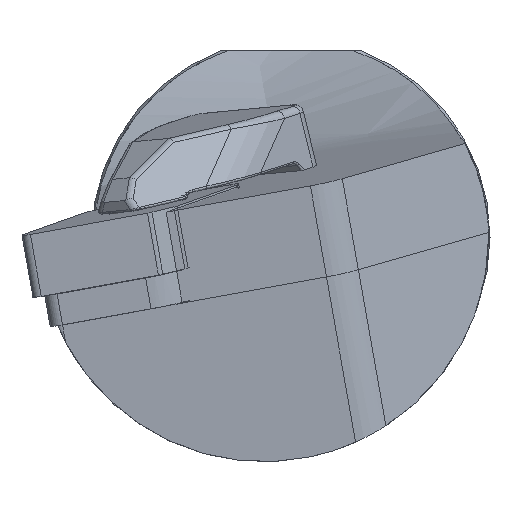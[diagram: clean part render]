
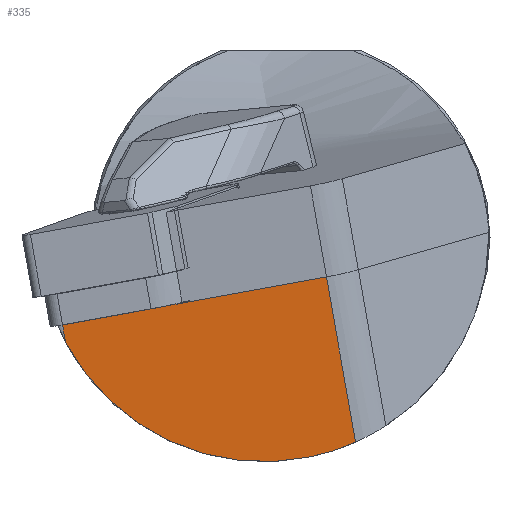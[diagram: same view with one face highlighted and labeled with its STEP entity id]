
A CAD part, left-side view. The second image highlights one B-rep face of the part: STEP entity #335.
In plain terms, the highlighted planar face has unit normal (-0.993, -0.069, -0.094).
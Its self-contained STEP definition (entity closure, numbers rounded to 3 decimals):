
#232=ELLIPSE('',#2108,22.705,22.55);
#335=ADVANCED_FACE('',(#493),#438,.F.);
#438=PLANE('',#2146);
#493=FACE_OUTER_BOUND('',#610,.T.);
#610=EDGE_LOOP('',(#920,#921,#922,#923,#924,#925));
#920=ORIENTED_EDGE('',*,*,#1631,.T.);
#921=ORIENTED_EDGE('',*,*,#1632,.F.);
#922=ORIENTED_EDGE('',*,*,#1561,.T.);
#923=ORIENTED_EDGE('',*,*,#1633,.T.);
#924=ORIENTED_EDGE('',*,*,#1566,.T.);
#925=ORIENTED_EDGE('',*,*,#1543,.T.);
#1362=VERTEX_POINT('',#2914);
#1364=VERTEX_POINT('',#2917);
#1379=VERTEX_POINT('',#2965);
#1380=VERTEX_POINT('',#2967);
#1384=VERTEX_POINT('',#2985);
#1427=VERTEX_POINT('',#3533);
#1543=EDGE_CURVE('',#1364,#1362,#1830,.T.);
#1561=EDGE_CURVE('',#1380,#1379,#232,.T.);
#1566=EDGE_CURVE('',#1384,#1364,#1839,.T.);
#1631=EDGE_CURVE('',#1362,#1427,#1856,.T.);
#1632=EDGE_CURVE('',#1380,#1427,#1857,.T.);
#1633=EDGE_CURVE('',#1379,#1384,#1858,.T.);
#1830=LINE('',#2916,#1963);
#1839=LINE('',#2984,#1972);
#1856=LINE('',#3532,#1989);
#1857=LINE('',#3534,#1990);
#1858=LINE('',#3535,#1991);
#1963=VECTOR('',#2330,1.);
#1972=VECTOR('',#2367,1.);
#1989=VECTOR('',#2452,1.);
#1990=VECTOR('',#2453,1.);
#1991=VECTOR('',#2454,1.);
#2108=AXIS2_PLACEMENT_3D('',#2966,#2359,#2360);
#2146=AXIS2_PLACEMENT_3D('',#3536,#2455,#2456);
#2330=DIRECTION('',(-0.051,0.983,-0.179));
#2359=DIRECTION('',(-0.993,-0.069,-0.094));
#2360=DIRECTION('',(-0.117,0.589,0.8));
#2367=DIRECTION('',(-0.051,0.983,-0.179));
#2452=DIRECTION('',(-0.051,0.983,-0.179));
#2453=DIRECTION('',(-0.105,0.173,0.979));
#2454=DIRECTION('',(-0.105,0.173,0.979));
#2455=DIRECTION('',(0.993,0.069,0.094));
#2456=DIRECTION('',(0.094,0.,-0.996));
#2914=CARTESIAN_POINT('',(2.279,12.57,-6.918));
#2916=CARTESIAN_POINT('',(3.125,-3.573,-3.981));
#2917=CARTESIAN_POINT('',(2.366,10.911,-6.616));
#2965=CARTESIAN_POINT('',(4.897,-6.502,-20.587));
#2966=CARTESIAN_POINT('',(2.312,2.7,0.));
#2967=CARTESIAN_POINT('',(1.922,22.63,-10.55));
#2984=CARTESIAN_POINT('',(3.125,-3.573,-3.981));
#2985=CARTESIAN_POINT('',(3.125,-3.573,-3.981));
#3532=CARTESIAN_POINT('',(3.125,-3.573,-3.981));
#3533=CARTESIAN_POINT('',(1.735,22.938,-8.804));
#3534=CARTESIAN_POINT('',(-43.152,97.099,411.785));
#3535=CARTESIAN_POINT('',(-41.763,70.588,416.608));
#3536=CARTESIAN_POINT('',(-41.763,70.588,416.608));
